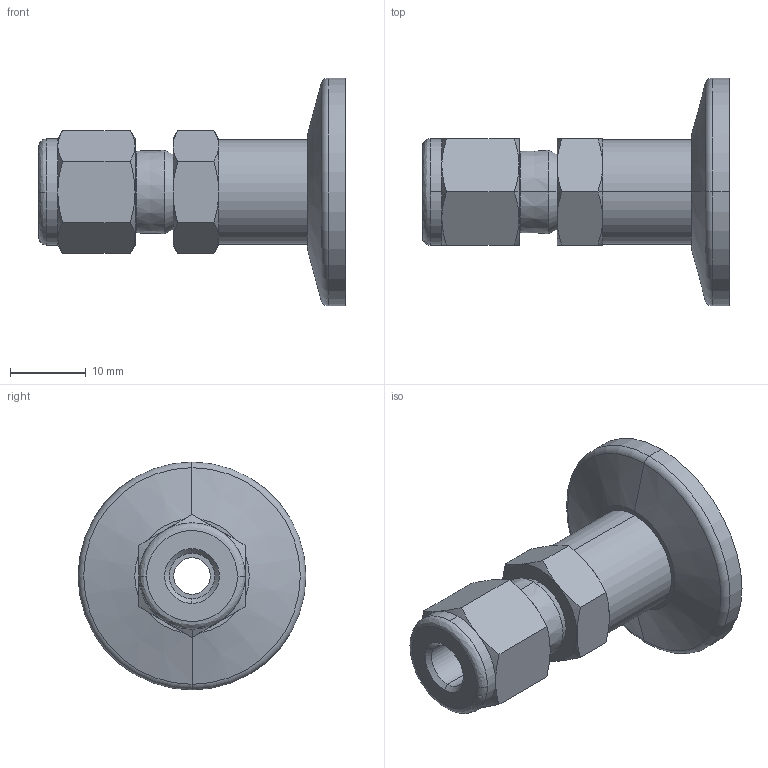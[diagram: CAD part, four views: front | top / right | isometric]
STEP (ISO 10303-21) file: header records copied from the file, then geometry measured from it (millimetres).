
FILE_DESCRIPTION (( 'STEP AP214' ), '1' );
FILE_NAME ('120ASW016-6.stp', '2017-04-11T07:03:49', ( '' ), ( '' ), 'SwSTEP 2.0', 'SolidWorks 2015', '' );
FILE_SCHEMA (( 'AUTOMOTIVE_DESIGN' ));
Length unit declared in the file: millimetre
Products named in the file (1): 120ASW016-6
Bounding box: 40.4 x 30 x 30 mm (x, y, z)
Volume: 6796.5 mm3; surface area: 4361.7 mm2
Topology: 2 solids, 2 shells, 81 faces, 173 edges, 101 vertices
Faces by surface type: cone 40, plane 21, cylinder 14, torus 4, bspline 2
Entity records: 3434 total; most frequent: CARTESIAN_POINT 792, DIRECTION 364, ORIENTED_EDGE 346, EDGE_CURVE 173, AXIS2_PLACEMENT_3D 161, VERTEX_POINT 101, EDGE_LOOP 90, UNCERTAINTY_MEASURE_WITH_UNIT 85
